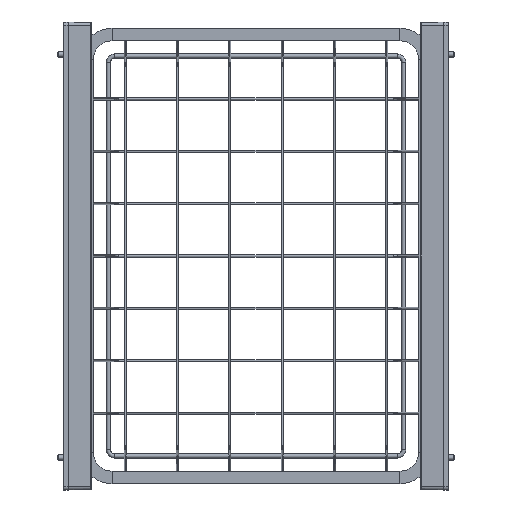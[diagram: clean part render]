
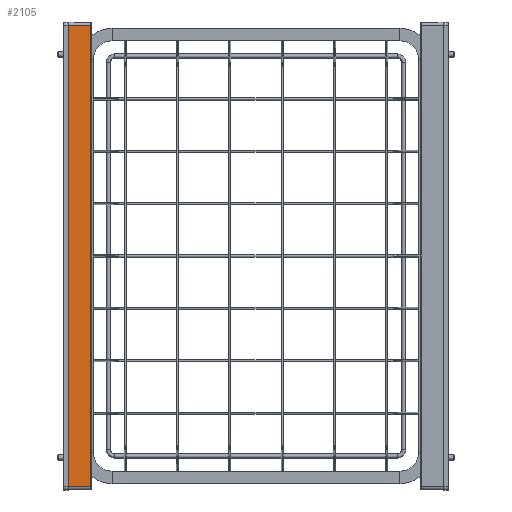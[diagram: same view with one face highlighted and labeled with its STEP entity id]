
A CAD part, front view. The second image highlights one B-rep face of the part: STEP entity #2105.
In plain terms, the highlighted planar face has unit normal (0.018, -1, 0).
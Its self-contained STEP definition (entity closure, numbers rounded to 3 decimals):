
#403 = VERTEX_POINT ( 'NONE', #2064 ) ;
#752 = ORIENTED_EDGE ( 'NONE', *, *, #3751, .T. ) ;
#1043 = LINE ( 'NONE', #9363, #6405 ) ;
#1207 = DIRECTION ( 'NONE',  ( 0., 0., 1. ) ) ;
#1212 = EDGE_LOOP ( 'NONE', ( #10422, #9705, #752, #4980 ) ) ;
#1349 = LINE ( 'NONE', #6880, #6494 ) ;
#1387 = CARTESIAN_POINT ( 'NONE',  ( 0., -11., 223.5 ) ) ;
#1476 = DIRECTION ( 'NONE',  ( -1., -0.017, 0.017 ) ) ;
#2064 = CARTESIAN_POINT ( 'NONE',  ( 0., -11., 220.5 ) ) ;
#2105 = ADVANCED_FACE ( 'NONE', ( #8523 ), #10367, .T. ) ;
#3458 = VERTEX_POINT ( 'NONE', #3990 ) ;
#3751 = EDGE_CURVE ( 'NONE', #11535, #403, #1349, .T. ) ;
#3810 = LINE ( 'NONE', #8622, #5399 ) ;
#3990 = CARTESIAN_POINT ( 'NONE',  ( 0., -11., -220.5 ) ) ;
#4364 = DIRECTION ( 'NONE',  ( 0., 0., -1. ) ) ;
#4980 = ORIENTED_EDGE ( 'NONE', *, *, #9700, .T. ) ;
#5399 = VECTOR ( 'NONE', #7913, 1000. ) ;
#5866 = VECTOR ( 'NONE', #4364, 1000. ) ;
#6339 = AXIS2_PLACEMENT_3D ( 'NONE', #1387, #11186, #9418 ) ;
#6405 = VECTOR ( 'NONE', #1207, 1000. ) ;
#6494 = VECTOR ( 'NONE', #1476, 1000. ) ;
#6880 = CARTESIAN_POINT ( 'NONE',  ( -0.052, -11.001, 220.501 ) ) ;
#7913 = DIRECTION ( 'NONE',  ( 1., 0.017, 0.017 ) ) ;
#8523 = FACE_OUTER_BOUND ( 'NONE', #1212, .T. ) ;
#8622 = CARTESIAN_POINT ( 'NONE',  ( 7.745, -10.865, -220.365 ) ) ;
#8880 = LINE ( 'NONE', #10726, #5866 ) ;
#9045 = CARTESIAN_POINT ( 'NONE',  ( 21.509, -10.625, -220.125 ) ) ;
#9363 = CARTESIAN_POINT ( 'NONE',  ( 21.509, -10.625, 220.116 ) ) ;
#9418 = DIRECTION ( 'NONE',  ( 1., 0.017, 0. ) ) ;
#9671 = CARTESIAN_POINT ( 'NONE',  ( 21.509, -10.625, 220.125 ) ) ;
#9700 = EDGE_CURVE ( 'NONE', #403, #3458, #8880, .T. ) ;
#9705 = ORIENTED_EDGE ( 'NONE', *, *, #10537, .T. ) ;
#10367 = PLANE ( 'NONE',  #6339 ) ;
#10422 = ORIENTED_EDGE ( 'NONE', *, *, #11072, .T. ) ;
#10537 = EDGE_CURVE ( 'NONE', #10836, #11535, #1043, .T. ) ;
#10726 = CARTESIAN_POINT ( 'NONE',  ( 0., -11., 223.5 ) ) ;
#10836 = VERTEX_POINT ( 'NONE', #9045 ) ;
#11072 = EDGE_CURVE ( 'NONE', #3458, #10836, #3810, .T. ) ;
#11186 = DIRECTION ( 'NONE',  ( 0.017, -1., 0. ) ) ;
#11535 = VERTEX_POINT ( 'NONE', #9671 ) ;
